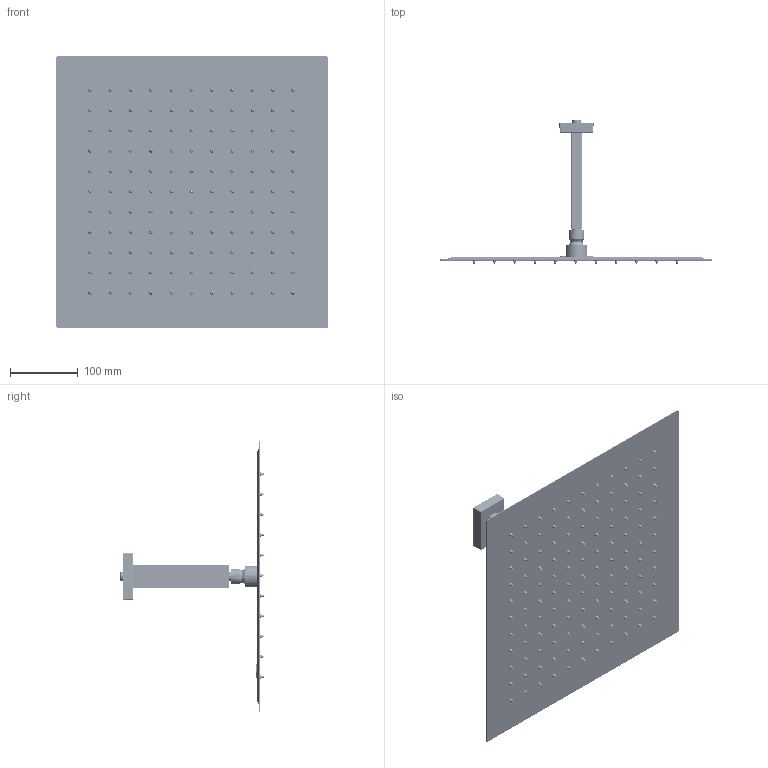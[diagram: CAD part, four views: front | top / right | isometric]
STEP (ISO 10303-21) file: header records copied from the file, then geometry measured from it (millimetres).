
FILE_DESCRIPTION (( 'STEP AP203' ), '1' );
FILE_NAME ('99HP09297.STEP', '2023-12-11T12:15:21', ( '' ), ( '' ), 'SwSTEP 2.0', 'SolidWorks 2021', '' );
FILE_SCHEMA (( 'CONFIG_CONTROL_DESIGN' ));
Products named in the file (1): 99HP09297
Bounding box: 401.34 x 212.25 x 401.34 mm (x, y, z)
Volume: 386088.3 mm3; surface area: 738593.5 mm2
Topology: 129 solids, 129 shells, 5274 faces, 11382 edges, 6749 vertices
Faces by surface type: bspline 2699, cylinder 1574, plane 723, cone 266, torus 12
Entity records: 196364 total; most frequent: CARTESIAN_POINT 92447, ORIENTED_EDGE 22748, DIRECTION 21258, EDGE_CURVE 11374, AXIS2_PLACEMENT_3D 9616, CIRCLE 7040, VERTEX_POINT 6749, EDGE_LOOP 6161
